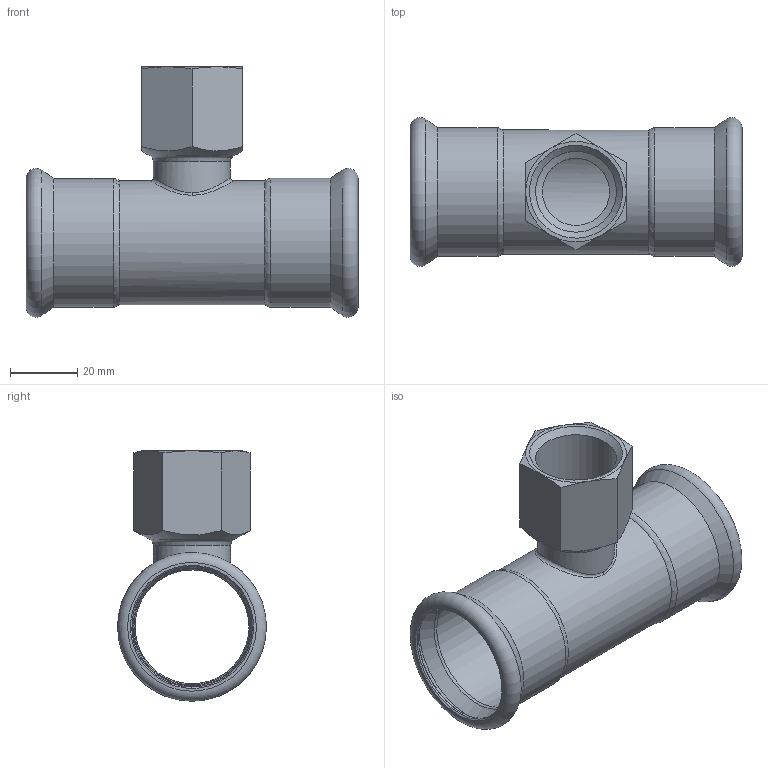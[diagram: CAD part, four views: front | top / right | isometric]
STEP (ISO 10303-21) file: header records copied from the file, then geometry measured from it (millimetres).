
FILE_DESCRIPTION(/* description */ (''),/* implementation_level */ '2;1');
FILE_NAME(/* name */ '41313.stp',/* time_stamp */ '2023-09-08T10:57:46+02:00',/* author */ ('JANAN'),/* organization */ (''),/* preprocessor_version */ 'ST-DEVELOPER v19.2',/* originating_system */ 'Autodesk Inventor 2023',/* authorisation */ '');
FILE_SCHEMA (('AUTOMOTIVE_DESIGN { 1 0 10303 214 3 1 1 }'));
Length unit declared in the file: millimetre
Products named in the file (1): tmpF4F2.tmp
Bounding box: 99 x 44.38 x 74.69 mm (x, y, z)
Volume: 27590.3 mm3; surface area: 30283.3 mm2
Topology: 1 solids, 1 shells, 56 faces, 130 edges, 79 vertices
Faces by surface type: cone 17, torus 13, plane 11, cylinder 11, bspline 4
Full cylindrical faces by diameter (mm): 20 x1, 23 x1, 24.117 x1, 34 x1, 35.3 x2, 35.9 x2, 37 x1, 38.4 x2
Entity records: 3369 total; most frequent: CARTESIAN_POINT 2004, DIRECTION 280, ORIENTED_EDGE 260, EDGE_CURVE 130, AXIS2_PLACEMENT_3D 124, VERTEX_POINT 79, CIRCLE 71, EDGE_LOOP 63
